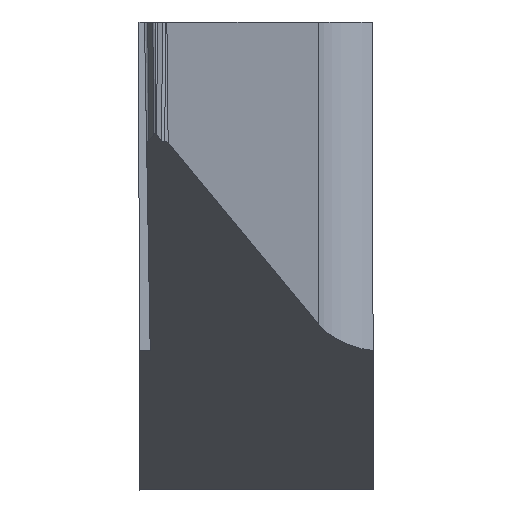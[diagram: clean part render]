
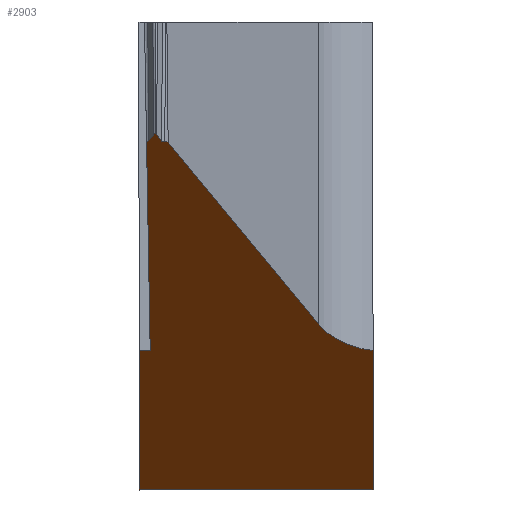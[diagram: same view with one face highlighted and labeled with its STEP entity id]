
A CAD part, front view. The second image highlights one B-rep face of the part: STEP entity #2903.
In plain terms, the highlighted planar face has unit normal (0, -0.574, -0.819).
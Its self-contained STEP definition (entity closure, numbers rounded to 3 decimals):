
#240=CARTESIAN_POINT('',(0.,4.,-4.212));
#241=VERTEX_POINT('',#240);
#306=CARTESIAN_POINT('',(0.,6.554,-6.));
#307=VERTEX_POINT('',#306);
#318=CARTESIAN_POINT('',(0.,4.,-4.212));
#319=DIRECTION('',(0.,0.819,-0.574));
#320=VECTOR('',#319,3.118);
#321=LINE('',#318,#320);
#322=EDGE_CURVE('',#241,#307,#321,.T.);
#540=CARTESIAN_POINT('',(3.,6.554,-6.));
#541=VERTEX_POINT('',#540);
#552=CARTESIAN_POINT('',(3.,4.,-4.212));
#553=DIRECTION('',(0.,0.819,-0.574));
#554=VECTOR('',#553,3.118);
#555=LINE('',#552,#554);
#556=CARTESIAN_POINT('',(3.,4.,-4.212));
#557=VERTEX_POINT('',#556);
#558=EDGE_CURVE('',#557,#541,#555,.T.);
#650=CARTESIAN_POINT('',(3.,4.,-4.212));
#651=CARTESIAN_POINT('',(2.699,3.95,-4.177));
#652=CARTESIAN_POINT('',(2.449,3.777,-4.056));
#653=CARTESIAN_POINT('',(2.297,3.513,-3.871));
#654=(BOUNDED_CURVE()B_SPLINE_CURVE(3,(#650,#651,#652,#653),.UNSPECIFIED.,.F.,.F.)B_SPLINE_CURVE_WITH_KNOTS((4,4),(0.,1.),.UNSPECIFIED.)CURVE()GEOMETRIC_REPRESENTATION_ITEM()RATIONAL_B_SPLINE_CURVE((1.,0.936,0.936,1.))REPRESENTATION_ITEM(''));
#655=CARTESIAN_POINT('',(2.297,3.513,-3.871));
#656=VERTEX_POINT('',#655);
#657=EDGE_CURVE('',#557,#656,#654,.T.);
#759=CARTESIAN_POINT('',(0.373,0.182,-1.538));
#760=VERTEX_POINT('',#759);
#771=CARTESIAN_POINT('',(2.297,3.513,-3.871));
#772=DIRECTION('',(-0.428,-0.741,0.519));
#773=VECTOR('',#772,4.498);
#774=LINE('',#771,#773);
#775=EDGE_CURVE('',#656,#760,#774,.T.);
#801=CARTESIAN_POINT('',(0.373,0.182,-1.538));
#802=DIRECTION('',(-0.999,-0.035,0.025));
#803=VECTOR('',#802,0.045);
#804=LINE('',#801,#803);
#805=CARTESIAN_POINT('',(0.329,0.181,-1.537));
#806=VERTEX_POINT('',#805);
#807=EDGE_CURVE('',#760,#806,#804,.T.);
#881=CARTESIAN_POINT('',(0.287,0.155,-1.52));
#882=CARTESIAN_POINT('',(0.296,0.171,-1.53));
#883=CARTESIAN_POINT('',(0.311,0.18,-1.537));
#884=CARTESIAN_POINT('',(0.329,0.181,-1.537));
#885=(BOUNDED_CURVE()B_SPLINE_CURVE(3,(#881,#882,#883,#884),.UNSPECIFIED.,.F.,.F.)B_SPLINE_CURVE_WITH_KNOTS((4,4),(0.,1.),.UNSPECIFIED.)CURVE()GEOMETRIC_REPRESENTATION_ITEM()RATIONAL_B_SPLINE_CURVE((1.,0.916,0.916,1.))REPRESENTATION_ITEM(''));
#886=CARTESIAN_POINT('',(0.287,0.155,-1.52));
#887=VERTEX_POINT('',#886);
#888=EDGE_CURVE('',#887,#806,#885,.T.);
#945=CARTESIAN_POINT('',(0.287,0.155,-1.52));
#946=DIRECTION('',(-0.419,-0.744,0.521));
#947=VECTOR('',#946,0.151);
#948=LINE('',#945,#947);
#949=CARTESIAN_POINT('',(0.224,0.043,-1.441));
#950=VERTEX_POINT('',#949);
#951=EDGE_CURVE('',#887,#950,#948,.T.);
#1023=CARTESIAN_POINT('',(0.208,0.028,-1.43));
#1024=VERTEX_POINT('',#1023);
#1035=CARTESIAN_POINT('',(0.208,0.028,-1.43));
#1036=CARTESIAN_POINT('',(0.215,0.031,-1.433));
#1037=CARTESIAN_POINT('',(0.22,0.036,-1.436));
#1038=CARTESIAN_POINT('',(0.224,0.043,-1.441));
#1039=(BOUNDED_CURVE()B_SPLINE_CURVE(3,(#1035,#1036,#1037,#1038),.UNSPECIFIED.,.F.,.F.)B_SPLINE_CURVE_WITH_KNOTS((4,4),(0.,1.),.UNSPECIFIED.)CURVE()GEOMETRIC_REPRESENTATION_ITEM()RATIONAL_B_SPLINE_CURVE((1.,0.967,0.967,1.))REPRESENTATION_ITEM('')
);
#1040=EDGE_CURVE('',#1024,#950,#1039,.T.);
#1111=CARTESIAN_POINT('',(0.191,0.043,-1.441));
#1112=VERTEX_POINT('',#1111);
#1123=CARTESIAN_POINT('',(0.191,0.043,-1.441));
#1124=CARTESIAN_POINT('',(0.195,0.036,-1.436));
#1125=CARTESIAN_POINT('',(0.2,0.031,-1.433));
#1126=CARTESIAN_POINT('',(0.208,0.028,-1.43));
#1127=(BOUNDED_CURVE()B_SPLINE_CURVE(3,(#1123,#1124,#1125,#1126),.UNSPECIFIED.,.F.,.F.)B_SPLINE_CURVE_WITH_KNOTS((4,4),(0.,1.),.UNSPECIFIED.)CURVE()GEOMETRIC_REPRESENTATION_ITEM()RATIONAL_B_SPLINE_CURVE((1.,0.967,0.967,1.))REPRESENTATION_ITEM('')
);
#1128=EDGE_CURVE('',#1112,#1024,#1127,.T.);
#1183=CARTESIAN_POINT('',(0.128,0.155,-1.52));
#1184=VERTEX_POINT('',#1183);
#1195=CARTESIAN_POINT('',(0.191,0.043,-1.441));
#1196=DIRECTION('',(-0.419,0.744,-0.521));
#1197=VECTOR('',#1196,0.151);
#1198=LINE('',#1195,#1197);
#1199=EDGE_CURVE('',#1112,#1184,#1198,.T.);
#1243=CARTESIAN_POINT('',(0.097,0.179,-1.536));
#1244=CARTESIAN_POINT('',(0.11,0.176,-1.534));
#1245=CARTESIAN_POINT('',(0.121,0.167,-1.528));
#1246=CARTESIAN_POINT('',(0.128,0.155,-1.52));
#1247=(BOUNDED_CURVE()B_SPLINE_CURVE(3,(#1243,#1244,#1245,#1246),.UNSPECIFIED.,.F.,.F.)B_SPLINE_CURVE_WITH_KNOTS((4,4),(0.,1.),.UNSPECIFIED.)CURVE()GEOMETRIC_REPRESENTATION_ITEM()RATIONAL_B_SPLINE_CURVE((1.,0.948,0.948,1.))REPRESENTATION_ITEM('')
);
#1248=CARTESIAN_POINT('',(0.097,0.179,-1.536));
#1249=VERTEX_POINT('',#1248);
#1250=EDGE_CURVE('',#1249,#1184,#1247,.T.);
#1413=CARTESIAN_POINT('',(0.144,4.,-4.212));
#1414=DIRECTION('',(-0.01,-0.819,0.574));
#1415=VECTOR('',#1414,4.665);
#1416=LINE('',#1413,#1415);
#1417=CARTESIAN_POINT('',(0.144,4.,-4.212));
#1418=VERTEX_POINT('',#1417);
#1419=EDGE_CURVE('',#1418,#1249,#1416,.T.);
#2760=CARTESIAN_POINT('',(1.1,2.782,-3.359));
#2761=DIRECTION('',(0.,0.574,0.819));
#2762=DIRECTION('',(0.,-0.47,0.329));
#2763=AXIS2_PLACEMENT_3D('',#2760,#2761,#2762);
#2764=PLANE('',#2763);
#2765=ORIENTED_EDGE('Edge 329',*,*,#558,.F.);
#2774=CARTESIAN_POINT('',(0.,6.554,-6.));
#2775=DIRECTION('',(1.,0.,0.));
#2776=VECTOR('',#2775,3.);
#2777=LINE('',#2774,#2776);
#2778=EDGE_CURVE('',#307,#541,#2777,.T.);
#2779=ORIENTED_EDGE('Edge 376',*,*,#2778,.T.);
#2788=ORIENTED_EDGE('Edge 133',*,*,#322,.T.);
#2797=CARTESIAN_POINT('',(0.,4.,-4.212));
#2798=DIRECTION('',(1.,0.,0.));
#2799=VECTOR('',#2798,0.144);
#2800=LINE('',#2797,#2799);
#2801=EDGE_CURVE('',#241,#1418,#2800,.T.);
#2802=ORIENTED_EDGE('Edge 1236',*,*,#2801,.F.);
#2811=ORIENTED_EDGE('Edge 1281',*,*,#1419,.F.);
#2820=ORIENTED_EDGE('Edge 253',*,*,#1250,.F.);
#2829=ORIENTED_EDGE('Edge 258',*,*,#1199,.T.);
#2838=ORIENTED_EDGE('Edge 263',*,*,#1128,.F.);
#2847=ORIENTED_EDGE('Edge 268',*,*,#1040,.F.);
#2856=ORIENTED_EDGE('Edge 273',*,*,#951,.T.);
#2865=ORIENTED_EDGE('Edge 278',*,*,#888,.F.);
#2874=ORIENTED_EDGE('Edge 283',*,*,#807,.T.);
#2883=ORIENTED_EDGE('Edge 1095',*,*,#775,.T.);
#2892=ORIENTED_EDGE('Edge 293',*,*,#657,.T.);
#2901=EDGE_LOOP('',(#2892,#2883,#2874,#2865,#2856,#2847,#2838,#2829,#2820,#2811,#2802,#2788,#2779,#2765));
#2902=FACE_OUTER_BOUND('Loop 294',#2901,.T.);
#2903=ADVANCED_FACE('Face 295',(#2902),#2764,.F.);
